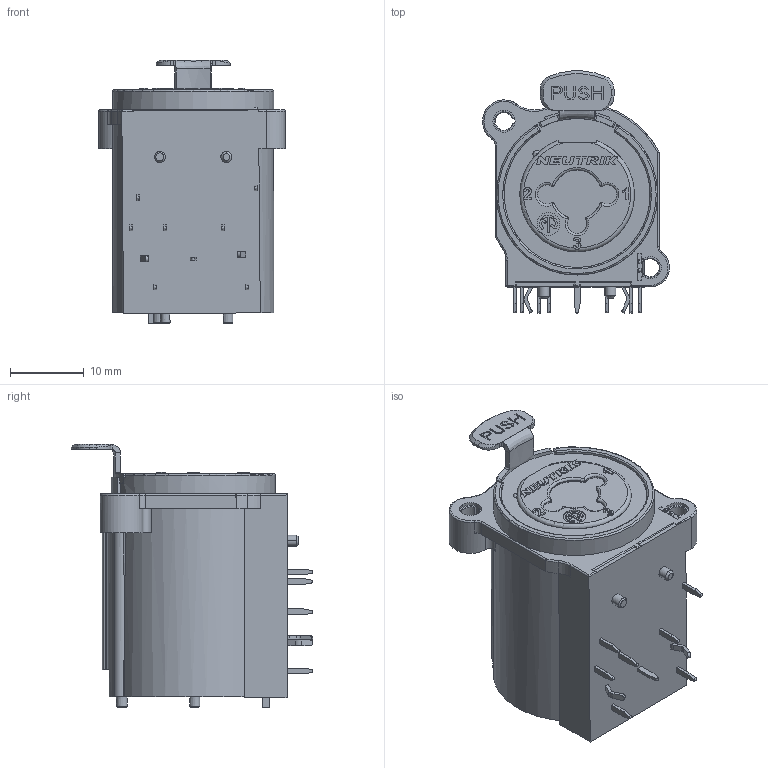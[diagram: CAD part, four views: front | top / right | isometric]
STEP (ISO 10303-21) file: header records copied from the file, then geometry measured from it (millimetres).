
FILE_DESCRIPTION((''),'2;1');
FILE_NAME('NCJ10FE-H-ASM_ASM_10__SW0001','2024-06-17T09:42:05',('zhj'),(''),'CREO PARAMETRIC BY PTC INC, 2021184','CREO PARAMETRIC BY PTC INC, 2021184','');
FILE_SCHEMA(('AUTOMOTIVE_DESIGN { 1 0 10303 214 1 1 1 1 }'));
Length unit declared in the file: millimetre
Products named in the file (1): NCJ10FE-H-ASM_ASM_10__SW0001
Bounding box: 25.3 x 32.72 x 35.69 mm (x, y, z)
Volume: 13410.5 mm3; surface area: 4214.5 mm2
Topology: 1 solids, 1 shells, 610 faces, 1811 edges, 1230 vertices
Faces by surface type: plane 363, cylinder 133, extrusion 47, cone 35, torus 16, bspline 11, sphere 5
Entity records: 22371 total; most frequent: CARTESIAN_POINT 6060, ORIENTED_EDGE 3608, DIRECTION 3038, EDGE_CURVE 1804, VERTEX_POINT 1230, VECTOR 1122, LINE 1075, AXIS2_PLACEMENT_3D 958
